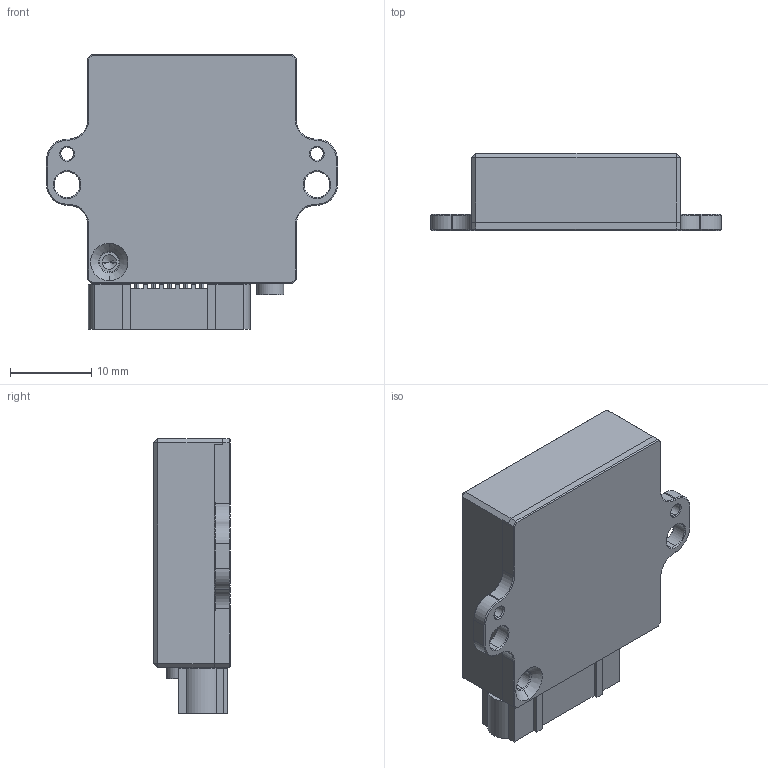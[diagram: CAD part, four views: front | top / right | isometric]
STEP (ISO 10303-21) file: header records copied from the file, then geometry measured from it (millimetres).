
FILE_DESCRIPTION (( 'STEP AP214' ), '1' );
FILE_NAME ('vn200_rugged.STEP', '2016-01-28T16:34:46', ( 'davis' ), ( '' ), 'SwSTEP 2.0', 'SolidWorks 2014', '' );
FILE_SCHEMA (( 'AUTOMOTIVE_DESIGN' ));
Length unit declared in the file: inch
Products named in the file (8): vn200_rugged; m80-50010xx_asm; M80-210; M80-0200049; M80-2701098; MMCX_Receptacle; vn200_lid; vn200_base
Assembly tree (17 placements, depth 3):
  vn200_rugged
    vn200_base
    vn200_lid
    MMCX_Receptacle
    m80-50010xx_asm
      M80-2701098
      M80-0200049  x10
      M80-210  x2
Bounding box: 35.92 x 9.5 x 33.92 mm (x, y, z)
Volume: 2850.3 mm3; surface area: 6401.1 mm2
Topology: 14 solids, 18 shells, 806 faces, 1938 edges, 1188 vertices
Faces by surface type: plane 433, cylinder 189, cone 122, torus 60, sphere 2
Entity records: 20616 total; most frequent: CARTESIAN_POINT 3188, DIRECTION 2913, ORIENTED_EDGE 2814, EDGE_CURVE 1409, VECTOR 981, LINE 981, AXIS2_PLACEMENT_3D 966, VERTEX_POINT 885
